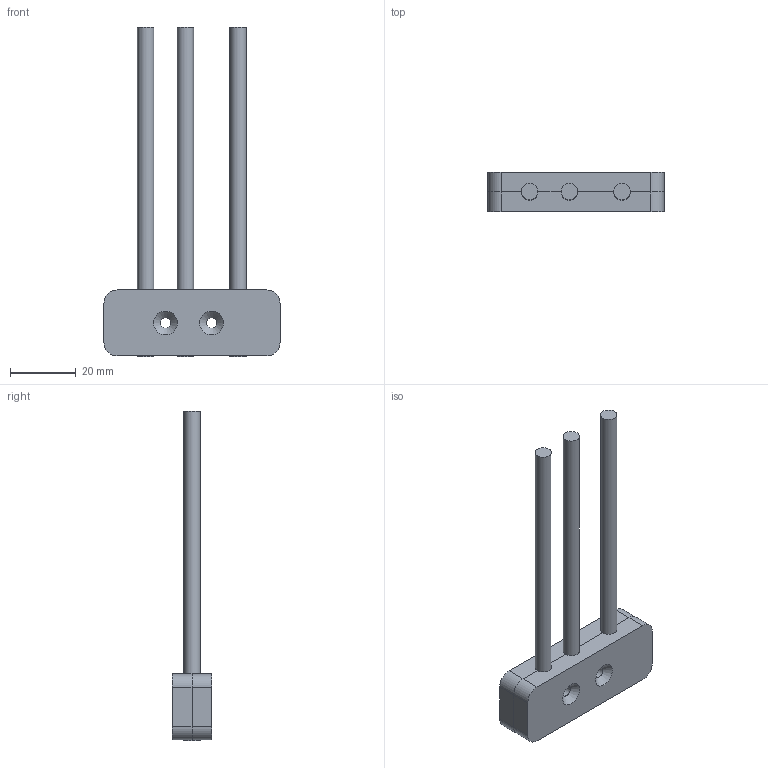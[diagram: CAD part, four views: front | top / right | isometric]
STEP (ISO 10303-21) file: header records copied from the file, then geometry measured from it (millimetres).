
FILE_DESCRIPTION(/* description */ (''),/* implementation_level */ '2;1');
FILE_NAME(/* name */ 'MoAgriS-Rod-Clamp v3.step',/* time_stamp */ '2018-04-20T23:44:01+02:00',/* author */ ('skerutsch'),/* organization */ (''),/* preprocessor_version */ 'ST-DEVELOPER v16.13',/* originating_system */ 'Autodesk Translation Framework v6.5.0.72',/* authorisation */ '');
FILE_SCHEMA (('AUTOMOTIVE_DESIGN { 1 0 10303 214 3 1 1 }'));
Length unit declared in the file: millimetre
Products named in the file (1): MoAgriS-Rod-Clamp
Bounding box: 53.4 x 12 x 100 mm (x, y, z)
Volume: 17003.2 mm3; surface area: 11168.7 mm2
Topology: 5 solids, 5 shells, 61 faces, 145 edges, 96 vertices
Faces by surface type: plane 38, cylinder 21, cone 2
Full cylindrical faces by diameter (mm): 3.2 x4, 5 x3
Entity records: 1812 total; most frequent: DIRECTION 313, CARTESIAN_POINT 303, ORIENTED_EDGE 290, EDGE_CURVE 145, AXIS2_PLACEMENT_3D 106, LINE 101, VECTOR 101, VERTEX_POINT 96
